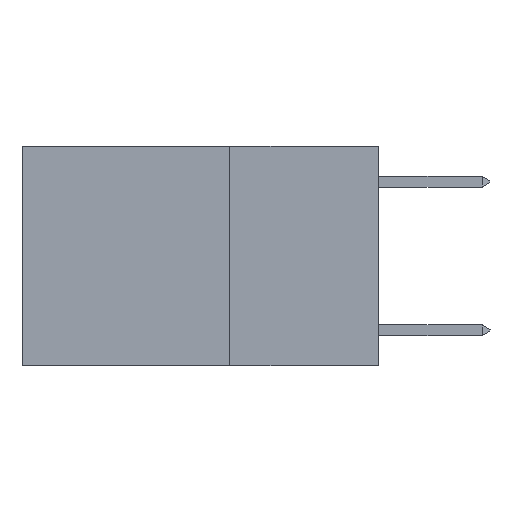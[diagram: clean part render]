
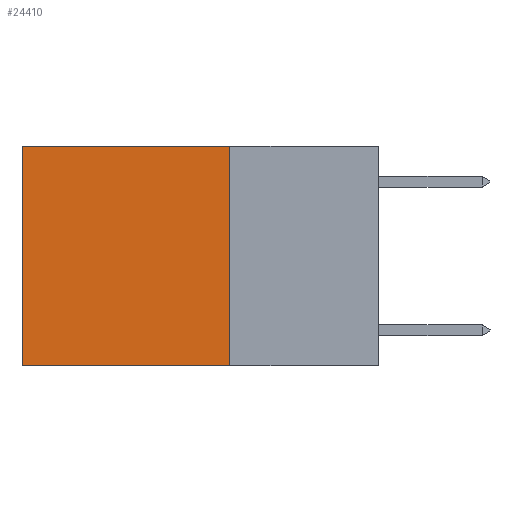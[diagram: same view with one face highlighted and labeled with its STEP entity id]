
A CAD part, left-side view. The second image highlights one B-rep face of the part: STEP entity #24410.
In plain terms, the highlighted planar face has unit normal (-1, 0, 0).
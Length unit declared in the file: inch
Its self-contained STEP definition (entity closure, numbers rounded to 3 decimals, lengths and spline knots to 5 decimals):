
#15 = LINE ( 'NONE', #3541, #11130 ) ;
#1334 = LINE ( 'NONE', #7286, #9341 ) ;
#2206 = EDGE_CURVE ( 'NONE', #8059, #21140, #25546, .T. ) ;
#2671 = VERTEX_POINT ( 'NONE', #10281 ) ;
#3496 = CARTESIAN_POINT ( 'NONE',  ( 0.2625, 0.25, 0. ) ) ;
#3541 = CARTESIAN_POINT ( 'NONE',  ( 0.2625, 0.6, 0. ) ) ;
#5769 = ORIENTED_EDGE ( 'NONE', *, *, #2206, .T. ) ;
#6077 = CARTESIAN_POINT ( 'NONE',  ( 0.2625, 0.25, 0. ) ) ;
#7286 = CARTESIAN_POINT ( 'NONE',  ( 0.2625, 0.25, 0. ) ) ;
#7715 = DIRECTION ( 'NONE',  ( 0., 0., -1. ) ) ;
#8059 = VERTEX_POINT ( 'NONE', #3496 ) ;
#8087 = VERTEX_POINT ( 'NONE', #10367 ) ;
#8331 = EDGE_CURVE ( 'NONE', #21140, #8087, #15, .T. ) ;
#8889 = DIRECTION ( 'NONE',  ( 0., 0., -1. ) ) ;
#9341 = VECTOR ( 'NONE', #25166, 39.37008 ) ;
#10281 = CARTESIAN_POINT ( 'NONE',  ( 0.2625, 0.25, -0.37 ) ) ;
#10367 = CARTESIAN_POINT ( 'NONE',  ( 0.2625, 0.6, -0.37 ) ) ;
#11130 = VECTOR ( 'NONE', #7715, 39.37008 ) ;
#13317 = CARTESIAN_POINT ( 'NONE',  ( 0.2625, 0.25, -0.37 ) ) ;
#15288 = FACE_OUTER_BOUND ( 'NONE', #24505, .T. ) ;
#15414 = PLANE ( 'NONE',  #18041 ) ;
#16143 = LINE ( 'NONE', #13317, #21595 ) ;
#16292 = ORIENTED_EDGE ( 'NONE', *, *, #8331, .T. ) ;
#17635 = CARTESIAN_POINT ( 'NONE',  ( 0.2625, 0.25, 0. ) ) ;
#18041 = AXIS2_PLACEMENT_3D ( 'NONE', #17635, #22030, #8889 ) ;
#18462 = EDGE_CURVE ( 'NONE', #2671, #8087, #16143, .T. ) ;
#19683 = DIRECTION ( 'NONE',  ( 0., 1., 0. ) ) ;
#19731 = ORIENTED_EDGE ( 'NONE', *, *, #18462, .F. ) ;
#21140 = VERTEX_POINT ( 'NONE', #21329 ) ;
#21329 = CARTESIAN_POINT ( 'NONE',  ( 0.2625, 0.6, 0. ) ) ;
#21595 = VECTOR ( 'NONE', #26792, 39.37008 ) ;
#22030 = DIRECTION ( 'NONE',  ( 1., 0., 0. ) ) ;
#23538 = ORIENTED_EDGE ( 'NONE', *, *, #26661, .F. ) ;
#24410 = ADVANCED_FACE ( 'NONE', ( #15288 ), #15414, .F. ) ;
#24505 = EDGE_LOOP ( 'NONE', ( #16292, #19731, #23538, #5769 ) ) ;
#25166 = DIRECTION ( 'NONE',  ( 0., 0., -1. ) ) ;
#25546 = LINE ( 'NONE', #6077, #28301 ) ;
#26661 = EDGE_CURVE ( 'NONE', #8059, #2671, #1334, .T. ) ;
#26792 = DIRECTION ( 'NONE',  ( 0., 1., 0. ) ) ;
#28301 = VECTOR ( 'NONE', #19683, 39.37008 ) ;
